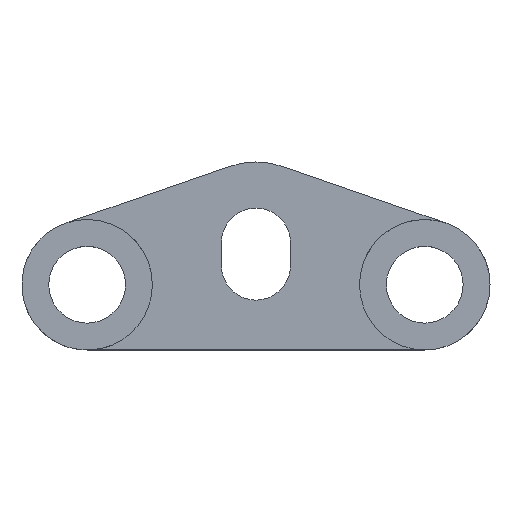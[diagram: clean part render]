
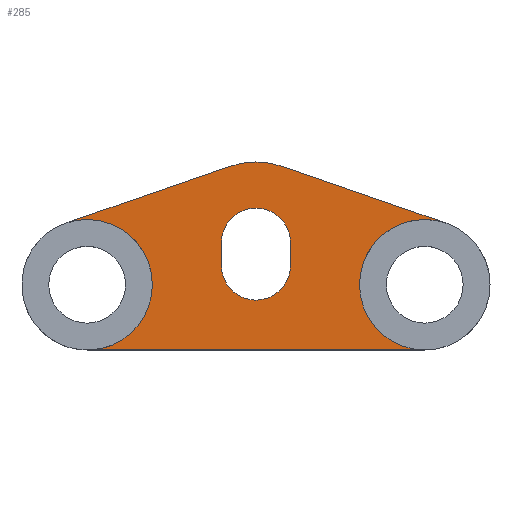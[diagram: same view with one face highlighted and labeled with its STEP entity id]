
A CAD part, top view. The second image highlights one B-rep face of the part: STEP entity #285.
In plain terms, the highlighted planar face has unit normal (0, 0, 1).
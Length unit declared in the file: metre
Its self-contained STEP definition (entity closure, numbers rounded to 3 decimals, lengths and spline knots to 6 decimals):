
#20=PLANE('',#330);
#23=LINE('',#428,#43);
#27=LINE('',#440,#47);
#31=LINE('',#449,#51);
#36=LINE('',#464,#56);
#39=LINE('',#470,#59);
#43=VECTOR('',#343,1.);
#47=VECTOR('',#355,1.);
#51=VECTOR('',#361,1.);
#56=VECTOR('',#374,1.);
#59=VECTOR('',#379,1.);
#123=ORIENTED_EDGE('',*,*,#163,.F.);
#124=ORIENTED_EDGE('',*,*,#143,.T.);
#125=ORIENTED_EDGE('',*,*,#165,.F.);
#126=ORIENTED_EDGE('',*,*,#147,.T.);
#127=ORIENTED_EDGE('',*,*,#152,.F.);
#128=ORIENTED_EDGE('',*,*,#157,.F.);
#129=ORIENTED_EDGE('',*,*,#154,.F.);
#130=ORIENTED_EDGE('',*,*,#133,.T.);
#131=ORIENTED_EDGE('',*,*,#137,.T.);
#132=ORIENTED_EDGE('',*,*,#140,.T.);
#133=EDGE_CURVE('',#169,#170,#195,.T.);
#137=EDGE_CURVE('',#170,#173,#23,.T.);
#140=EDGE_CURVE('',#173,#175,#197,.T.);
#143=EDGE_CURVE('',#177,#178,#27,.T.);
#147=EDGE_CURVE('',#181,#182,#31,.T.);
#152=EDGE_CURVE('',#185,#182,#199,.T.);
#154=EDGE_CURVE('',#169,#175,#36,.T.);
#157=EDGE_CURVE('',#187,#185,#39,.T.);
#163=EDGE_CURVE('',#177,#187,#205,.T.);
#165=EDGE_CURVE('',#181,#178,#207,.T.);
#169=VERTEX_POINT('',#420);
#170=VERTEX_POINT('',#421);
#173=VERTEX_POINT('',#429);
#175=VERTEX_POINT('',#435);
#177=VERTEX_POINT('',#441);
#178=VERTEX_POINT('',#442);
#181=VERTEX_POINT('',#450);
#182=VERTEX_POINT('',#451);
#185=VERTEX_POINT('',#459);
#187=VERTEX_POINT('',#468);
#195=CIRCLE('',#300,0.0045);
#197=CIRCLE('',#304,0.0045);
#199=CIRCLE('',#309,0.0105);
#205=CIRCLE('',#320,0.0085);
#207=CIRCLE('',#323,0.0085);
#235=EDGE_LOOP('',(#123,#124,#125,#126,#127,#128));
#236=EDGE_LOOP('',(#129,#130,#131,#132));
#261=FACE_BOUND('',#235,.T.);
#262=FACE_BOUND('',#236,.T.);
#285=ADVANCED_FACE('',(#261,#262),#20,.T.);
#300=AXIS2_PLACEMENT_3D('',#419,#335,#336);
#304=AXIS2_PLACEMENT_3D('',#434,#348,#349);
#309=AXIS2_PLACEMENT_3D('',#461,#368,#369);
#320=AXIS2_PLACEMENT_3D('',#483,#395,#396);
#323=AXIS2_PLACEMENT_3D('',#486,#401,#402);
#330=AXIS2_PLACEMENT_3D('',#495,#415,#416);
#335=DIRECTION('',(0.,0.,-1.));
#336=DIRECTION('',(1.,0.,0.));
#343=DIRECTION('',(0.,1.,0.));
#348=DIRECTION('',(0.,0.,-1.));
#349=DIRECTION('',(1.,0.,0.));
#355=DIRECTION('',(1.,0.,0.));
#361=DIRECTION('',(-0.945,0.327,0.));
#368=DIRECTION('',(0.,0.,-1.));
#369=DIRECTION('',(1.,0.,0.));
#374=DIRECTION('',(0.,1.,0.));
#379=DIRECTION('',(0.945,0.327,0.));
#395=DIRECTION('',(0.,0.,1.));
#396=DIRECTION('',(1.,0.,0.));
#401=DIRECTION('',(0.,0.,1.));
#402=DIRECTION('',(1.,0.,0.));
#415=DIRECTION('',(0.,0.,1.));
#416=DIRECTION('',(1.,0.,0.));
#419=CARTESIAN_POINT('',(0.,0.,0.0022));
#420=CARTESIAN_POINT('',(0.0045,0.,0.0022));
#421=CARTESIAN_POINT('',(-0.0045,0.,0.0022));
#428=CARTESIAN_POINT('',(-0.0045,0.0015,0.0022));
#429=CARTESIAN_POINT('',(-0.0045,0.003,0.0022));
#434=CARTESIAN_POINT('',(0.,0.003,0.0022));
#435=CARTESIAN_POINT('',(0.0045,0.003,0.0022));
#440=CARTESIAN_POINT('',(0.,-0.011,0.0022));
#441=CARTESIAN_POINT('',(-0.022,-0.011,0.0022));
#442=CARTESIAN_POINT('',(0.022,-0.011,0.0022));
#449=CARTESIAN_POINT('',(0.014108,0.009227,0.0022));
#450=CARTESIAN_POINT('',(0.024781,0.005532,0.0022));
#451=CARTESIAN_POINT('',(0.003435,0.012922,0.0022));
#459=CARTESIAN_POINT('',(-0.003435,0.012922,0.0022));
#461=CARTESIAN_POINT('',(0.,0.003,0.0022));
#464=CARTESIAN_POINT('',(0.0045,0.0015,0.0022));
#468=CARTESIAN_POINT('',(-0.024781,0.005532,0.0022));
#470=CARTESIAN_POINT('',(-0.014108,0.009227,0.0022));
#483=CARTESIAN_POINT('',(-0.022,-0.0025,0.0022));
#486=CARTESIAN_POINT('',(0.022,-0.0025,0.0022));
#495=CARTESIAN_POINT('',(0.,0.00125,0.0022));
